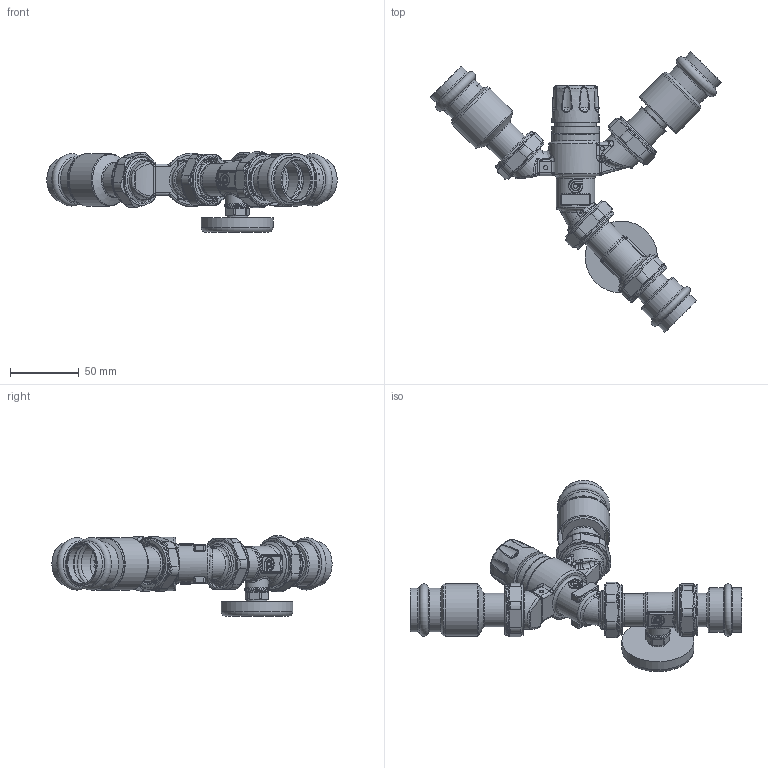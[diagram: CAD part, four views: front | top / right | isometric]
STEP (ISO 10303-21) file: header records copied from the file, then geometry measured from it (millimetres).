
FILE_DESCRIPTION(/* description */ (''),/* implementation_level */ '2;1');
FILE_NAME(/* name */ '520616AC 001_Simplify_1.stp',/* time_stamp */ '2025-07-31T14:46:55-05:00',/* author */ ('ischreiner'),/* organization */ (''),/* preprocessor_version */ 'ST-DEVELOPER v20',/* originating_system */ 'Autodesk Inventor 2025',/* authorisation */ '');
FILE_SCHEMA (('AUTOMOTIVE_DESIGN { 1 0 10303 214 3 1 1 }'));
Length unit declared in the file: inch
Products named in the file (1): 520616AC 001_Simplify_1
Bounding box: 211.03 x 203.67 x 58.25 mm (x, y, z)
Volume: 260836.2 mm3; surface area: 98788.9 mm2
Topology: 11 solids, 11 shells, 1953 faces, 4608 edges, 2558 vertices
Faces by surface type: cylinder 604, bspline 522, plane 328, torus 245, cone 130, sphere 124
Full cylindrical faces by diameter (mm): 3 x2, 15.24 x1, 15.875 x1, 17 x1, 18 x1, 19.05 x1, 20.091 x4, 20.599 x2, 22.86 x2, 23.5 x1, 24 x1, 24.003 x2, 24.384 x3, 27.686 x3, 28 x2, 28.905 x4, 28.956 x2, 29.464 x2, 29.591 x1, 29.6 x1, 30.429 x2, 30.5 x4, 30.881 x8, 31.039 x2, 31.598 x4, 32.385 x2, 33.1 x4, 33.172 x6, 34.5 x1, 37 x8
Entity records: 92876 total; most frequent: CARTESIAN_POINT 49846, ORIENTED_EDGE 8872, DIRECTION 8156, EDGE_CURVE 4436, AXIS2_PLACEMENT_3D 3481, VERTEX_POINT 2558, EDGE_LOOP 2026, STYLED_ITEM 1964
